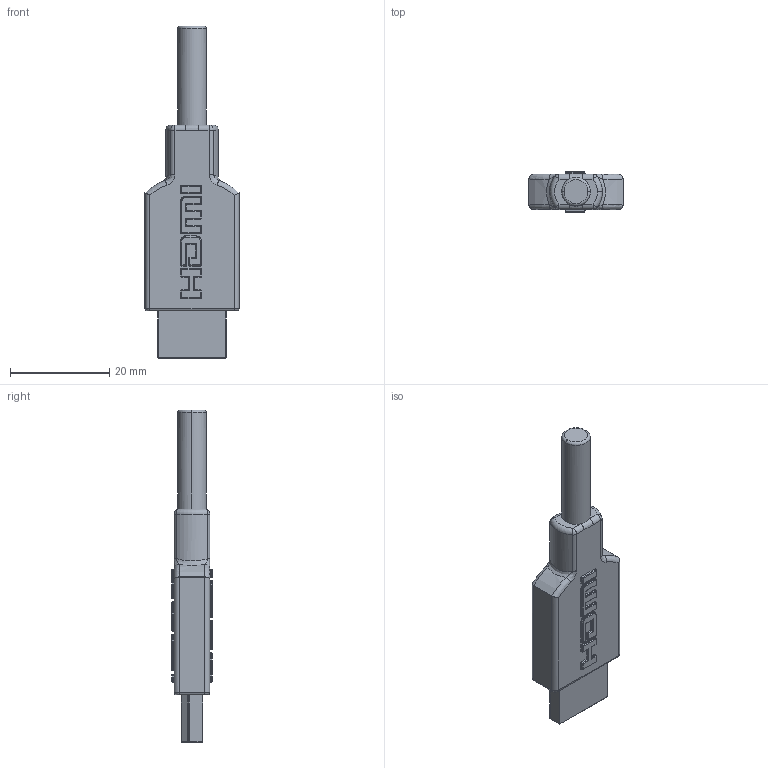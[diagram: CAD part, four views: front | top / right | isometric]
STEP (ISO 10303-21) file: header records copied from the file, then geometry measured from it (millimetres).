
FILE_DESCRIPTION (( 'STEP AP203' ), '1' );
FILE_NAME ('HDMI.STEP', '2012-10-15T11:09:43', ( '' ), ( '' ), 'SwSTEP 2.0', 'SolidWorks 2011', '' );
FILE_SCHEMA (( 'CONFIG_CONTROL_DESIGN' ));
Length unit declared in the file: millimetre
Products named in the file (1): HDMI
Bounding box: 19 x 8.16 x 67 mm (x, y, z)
Volume: 5292.7 mm3; surface area: 3118.2 mm2
Topology: 1 solids, 1 shells, 764 faces, 1831 edges, 994 vertices
Faces by surface type: plane 280, cylinder 275, sphere 91, torus 72, bspline 46
Entity records: 22166 total; most frequent: CARTESIAN_POINT 5136, DIRECTION 3671, ORIENTED_EDGE 3452, EDGE_CURVE 1726, AXIS2_PLACEMENT_3D 1321, VECTOR 1029, LINE 1029, VERTEX_POINT 994
